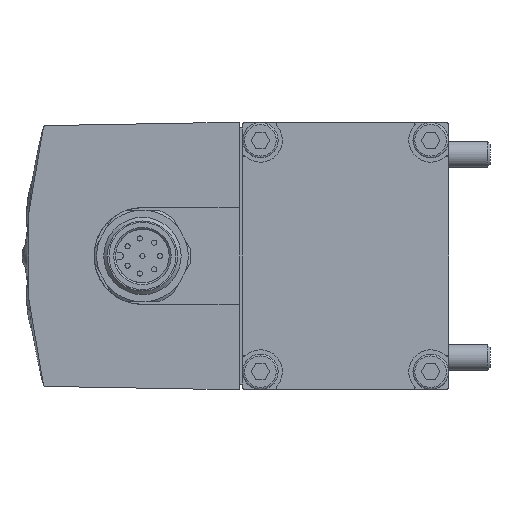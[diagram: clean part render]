
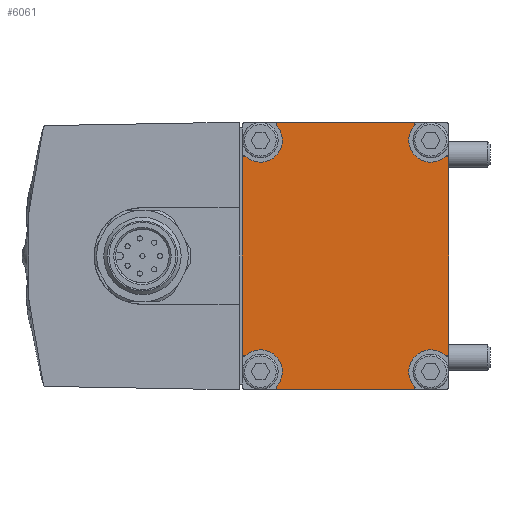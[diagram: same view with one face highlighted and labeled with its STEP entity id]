
A CAD part, left-side view. The second image highlights one B-rep face of the part: STEP entity #6061.
In plain terms, the highlighted planar face has unit normal (-1, 0, 0).
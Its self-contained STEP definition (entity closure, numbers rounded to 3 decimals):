
#185=CIRCLE('',#6356,0.3);
#186=CIRCLE('',#6357,3.4);
#187=CIRCLE('',#6358,0.3);
#188=CIRCLE('',#6359,0.3);
#189=CIRCLE('',#6360,3.4);
#190=CIRCLE('',#6361,0.3);
#191=CIRCLE('',#6362,0.3);
#192=CIRCLE('',#6363,3.4);
#193=CIRCLE('',#6364,0.3);
#194=CIRCLE('',#6365,0.3);
#195=CIRCLE('',#6366,3.4);
#196=CIRCLE('',#6367,0.3);
#429=ORIENTED_EDGE('',*,*,#1610,.F.);
#430=ORIENTED_EDGE('',*,*,#1611,.F.);
#431=ORIENTED_EDGE('',*,*,#1612,.T.);
#432=ORIENTED_EDGE('',*,*,#1613,.F.);
#433=ORIENTED_EDGE('',*,*,#1614,.F.);
#434=ORIENTED_EDGE('',*,*,#1615,.F.);
#435=ORIENTED_EDGE('',*,*,#1616,.T.);
#436=ORIENTED_EDGE('',*,*,#1617,.F.);
#437=ORIENTED_EDGE('',*,*,#1618,.F.);
#438=ORIENTED_EDGE('',*,*,#1619,.F.);
#439=ORIENTED_EDGE('',*,*,#1620,.T.);
#440=ORIENTED_EDGE('',*,*,#1621,.F.);
#441=ORIENTED_EDGE('',*,*,#1622,.F.);
#442=ORIENTED_EDGE('',*,*,#1623,.F.);
#443=ORIENTED_EDGE('',*,*,#1624,.T.);
#444=ORIENTED_EDGE('',*,*,#1625,.F.);
#1610=EDGE_CURVE('',#2201,#2202,#2588,.T.);
#1611=EDGE_CURVE('',#2203,#2201,#185,.T.);
#1612=EDGE_CURVE('',#2203,#2204,#186,.T.);
#1613=EDGE_CURVE('',#2205,#2204,#187,.T.);
#1614=EDGE_CURVE('',#2206,#2205,#2589,.T.);
#1615=EDGE_CURVE('',#2207,#2206,#188,.T.);
#1616=EDGE_CURVE('',#2207,#2208,#189,.T.);
#1617=EDGE_CURVE('',#2209,#2208,#190,.T.);
#1618=EDGE_CURVE('',#2210,#2209,#2590,.T.);
#1619=EDGE_CURVE('',#2211,#2210,#191,.T.);
#1620=EDGE_CURVE('',#2211,#2212,#192,.T.);
#1621=EDGE_CURVE('',#2213,#2212,#193,.T.);
#1622=EDGE_CURVE('',#2214,#2213,#2591,.T.);
#1623=EDGE_CURVE('',#2215,#2214,#194,.T.);
#1624=EDGE_CURVE('',#2215,#2216,#195,.T.);
#1625=EDGE_CURVE('',#2202,#2216,#196,.T.);
#2201=VERTEX_POINT('',#8366);
#2202=VERTEX_POINT('',#8367);
#2203=VERTEX_POINT('',#8369);
#2204=VERTEX_POINT('',#8371);
#2205=VERTEX_POINT('',#8373);
#2206=VERTEX_POINT('',#8375);
#2207=VERTEX_POINT('',#8377);
#2208=VERTEX_POINT('',#8379);
#2209=VERTEX_POINT('',#8381);
#2210=VERTEX_POINT('',#8383);
#2211=VERTEX_POINT('',#8385);
#2212=VERTEX_POINT('',#8387);
#2213=VERTEX_POINT('',#8389);
#2214=VERTEX_POINT('',#8391);
#2215=VERTEX_POINT('',#8393);
#2216=VERTEX_POINT('',#8395);
#2588=LINE('',#8365,#2953);
#2589=LINE('',#8374,#2954);
#2590=LINE('',#8382,#2955);
#2591=LINE('',#8390,#2956);
#2953=VECTOR('',#6894,1000.);
#2954=VECTOR('',#6901,1000.);
#2955=VECTOR('',#6908,1000.);
#2956=VECTOR('',#6915,1000.);
#3299=EDGE_LOOP('',(#429,#430,#431,#432,#433,#434,#435,#436,#437,#438,#439,
#440,#441,#442,#443,#444));
#3662=FACE_BOUND('',#3299,.T.);
#4004=PLANE('',#6355);
#6061=ADVANCED_FACE('',(#3662),#4004,.F.);
#6355=AXIS2_PLACEMENT_3D('',#8364,#6892,#6893);
#6356=AXIS2_PLACEMENT_3D('',#8368,#6895,#6896);
#6357=AXIS2_PLACEMENT_3D('',#8370,#6897,#6898);
#6358=AXIS2_PLACEMENT_3D('',#8372,#6899,#6900);
#6359=AXIS2_PLACEMENT_3D('',#8376,#6902,#6903);
#6360=AXIS2_PLACEMENT_3D('',#8378,#6904,#6905);
#6361=AXIS2_PLACEMENT_3D('',#8380,#6906,#6907);
#6362=AXIS2_PLACEMENT_3D('',#8384,#6909,#6910);
#6363=AXIS2_PLACEMENT_3D('',#8386,#6911,#6912);
#6364=AXIS2_PLACEMENT_3D('',#8388,#6913,#6914);
#6365=AXIS2_PLACEMENT_3D('',#8392,#6916,#6917);
#6366=AXIS2_PLACEMENT_3D('',#8394,#6918,#6919);
#6367=AXIS2_PLACEMENT_3D('',#8396,#6920,#6921);
#6892=DIRECTION('',(1.,0.,0.));
#6893=DIRECTION('',(0.,0.,-1.));
#6894=DIRECTION('',(0.,0.,1.));
#6895=DIRECTION('',(1.,0.,0.));
#6896=DIRECTION('',(0.,0.,-1.));
#6897=DIRECTION('',(1.,0.,0.));
#6898=DIRECTION('',(0.,0.,-1.));
#6899=DIRECTION('',(1.,0.,0.));
#6900=DIRECTION('',(0.,0.,-1.));
#6901=DIRECTION('',(0.,1.,0.));
#6902=DIRECTION('',(1.,0.,0.));
#6903=DIRECTION('',(0.,0.,-1.));
#6904=DIRECTION('',(1.,0.,0.));
#6905=DIRECTION('',(0.,0.,-1.));
#6906=DIRECTION('',(1.,0.,0.));
#6907=DIRECTION('',(0.,0.,-1.));
#6908=DIRECTION('',(0.,0.,-1.));
#6909=DIRECTION('',(1.,0.,0.));
#6910=DIRECTION('',(0.,0.,-1.));
#6911=DIRECTION('',(1.,0.,0.));
#6912=DIRECTION('',(0.,0.,-1.));
#6913=DIRECTION('',(1.,0.,0.));
#6914=DIRECTION('',(0.,0.,-1.));
#6915=DIRECTION('',(0.,-1.,0.));
#6916=DIRECTION('',(1.,0.,0.));
#6917=DIRECTION('',(0.,0.,-1.));
#6918=DIRECTION('',(1.,0.,0.));
#6919=DIRECTION('',(0.,0.,-1.));
#6920=DIRECTION('',(1.,0.,0.));
#6921=DIRECTION('',(0.,0.,-1.));
#8364=CARTESIAN_POINT('',(-110.4,31.5,20.25));
#8365=CARTESIAN_POINT('',(-110.4,32.,-20.25));
#8366=CARTESIAN_POINT('',(-110.4,32.,-15.222));
#8367=CARTESIAN_POINT('',(-110.4,32.,15.222));
#8368=CARTESIAN_POINT('',(-110.4,31.7,-15.222));
#8369=CARTESIAN_POINT('',(-110.4,31.497,-15.444));
#8370=CARTESIAN_POINT('',(-110.4,29.2,-17.95));
#8371=CARTESIAN_POINT('',(-110.4,26.694,-20.247));
#8372=CARTESIAN_POINT('',(-110.4,26.472,-20.45));
#8373=CARTESIAN_POINT('',(-110.4,26.472,-20.75));
#8374=CARTESIAN_POINT('',(-110.4,0.5,-20.75));
#8375=CARTESIAN_POINT('',(-110.4,5.528,-20.75));
#8376=CARTESIAN_POINT('',(-110.4,5.528,-20.45));
#8377=CARTESIAN_POINT('',(-110.4,5.306,-20.247));
#8378=CARTESIAN_POINT('',(-110.4,2.8,-17.95));
#8379=CARTESIAN_POINT('',(-110.4,0.503,-15.444));
#8380=CARTESIAN_POINT('',(-110.4,0.3,-15.222));
#8381=CARTESIAN_POINT('',(-110.4,0.,-15.222));
#8382=CARTESIAN_POINT('',(-110.4,0.,20.25));
#8383=CARTESIAN_POINT('',(-110.4,0.,15.222));
#8384=CARTESIAN_POINT('',(-110.4,0.3,15.222));
#8385=CARTESIAN_POINT('',(-110.4,0.503,15.444));
#8386=CARTESIAN_POINT('',(-110.4,2.8,17.95));
#8387=CARTESIAN_POINT('',(-110.4,5.306,20.247));
#8388=CARTESIAN_POINT('',(-110.4,5.528,20.45));
#8389=CARTESIAN_POINT('',(-110.4,5.528,20.75));
#8390=CARTESIAN_POINT('',(-110.4,31.5,20.75));
#8391=CARTESIAN_POINT('',(-110.4,26.472,20.75));
#8392=CARTESIAN_POINT('',(-110.4,26.472,20.45));
#8393=CARTESIAN_POINT('',(-110.4,26.694,20.247));
#8394=CARTESIAN_POINT('',(-110.4,29.2,17.95));
#8395=CARTESIAN_POINT('',(-110.4,31.497,15.444));
#8396=CARTESIAN_POINT('',(-110.4,31.7,15.222));
